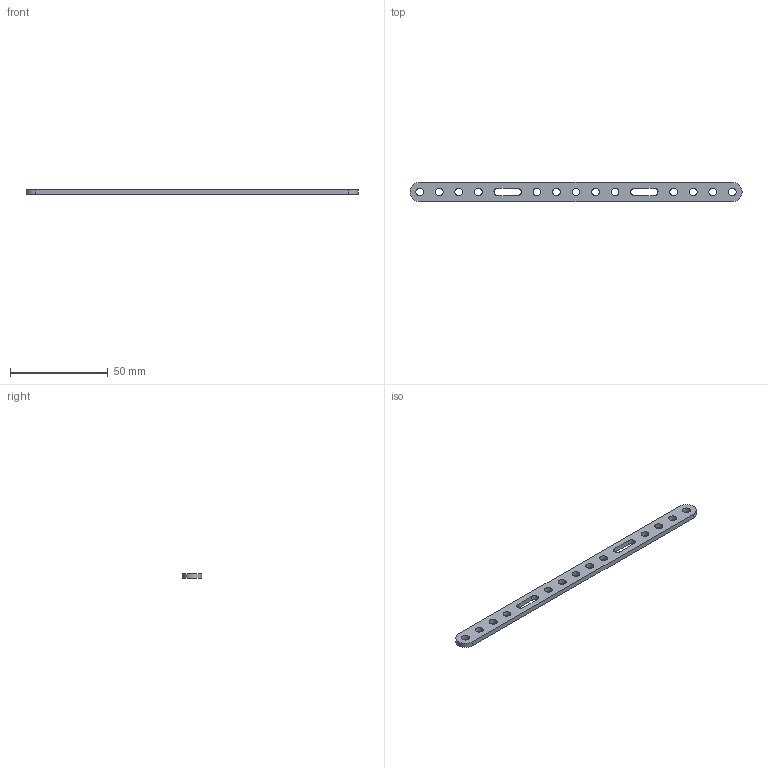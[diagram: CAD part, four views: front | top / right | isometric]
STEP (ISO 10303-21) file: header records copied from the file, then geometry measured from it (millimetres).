
FILE_DESCRIPTION(('Open CASCADE Model'),'2;1');
FILE_NAME('Open CASCADE Shape Model','2024-12-31T09:35:35',('Author'),( 'Open CASCADE'),'Open CASCADE STEP processor 7.7','Open CASCADE 7.7' ,'Unknown');
FILE_SCHEMA(('AUTOMOTIVE_DESIGN { 1 0 10303 214 1 1 1 1 }'));
Length unit declared in the file: millimetre
Products named in the file (1): Open CASCADE STEP translator 7.7 1
Bounding box: 170 x 10 x 2.5 mm (x, y, z)
Volume: 3525.1 mm3; surface area: 4269.9 mm2
Topology: 1 solids, 1 shells, 27 faces, 75 edges, 50 vertices
Faces by surface type: cylinder 19, plane 8
Full cylindrical faces by diameter (mm): 4 x13
Entity records: 1924 total; most frequent: CARTESIAN_POINT 329, DIRECTION 303, ORIENTED_EDGE 150, PCURVE 150, DEFINITIONAL_REPRESENTATION 150, LINE 135, VECTOR 135, EDGE_CURVE 75
